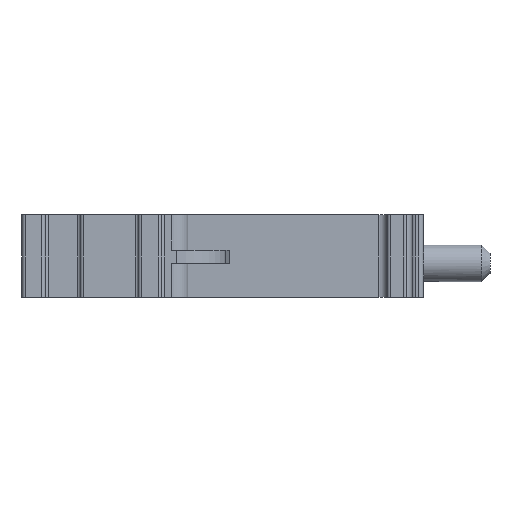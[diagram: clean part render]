
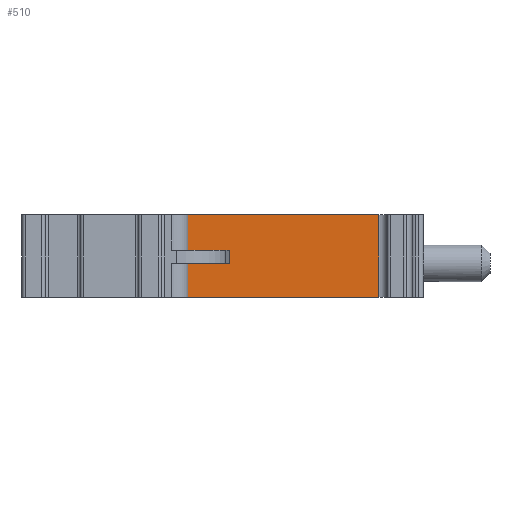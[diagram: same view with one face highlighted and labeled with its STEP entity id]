
A CAD part, left-side view. The second image highlights one B-rep face of the part: STEP entity #510.
In plain terms, the highlighted planar face has unit normal (-1, 0, 0).
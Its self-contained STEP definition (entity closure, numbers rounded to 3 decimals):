
#510=ADVANCED_FACE('',(#915),#701,.T.);
#701=PLANE('',#5188);
#915=FACE_OUTER_BOUND('',#1151,.T.);
#1151=EDGE_LOOP('',(#2019,#2020,#2021,#2022,#2023,#2024,#2025,#2026));
#2019=ORIENTED_EDGE('',*,*,#3662,.T.);
#2020=ORIENTED_EDGE('',*,*,#3661,.T.);
#2021=ORIENTED_EDGE('',*,*,#3658,.T.);
#2022=ORIENTED_EDGE('',*,*,#3657,.T.);
#2023=ORIENTED_EDGE('',*,*,#3654,.F.);
#2024=ORIENTED_EDGE('',*,*,#3653,.T.);
#2025=ORIENTED_EDGE('',*,*,#3663,.T.);
#2026=ORIENTED_EDGE('',*,*,#3664,.T.);
#2997=VERTEX_POINT('',#7761);
#2998=VERTEX_POINT('',#7763);
#2999=VERTEX_POINT('',#7767);
#3000=VERTEX_POINT('',#7771);
#3001=VERTEX_POINT('',#7775);
#3002=VERTEX_POINT('',#7779);
#3003=VERTEX_POINT('',#7783);
#3004=VERTEX_POINT('',#7785);
#3653=EDGE_CURVE('',#2997,#2998,#4267,.T.);
#3654=EDGE_CURVE('',#2997,#2999,#4268,.T.);
#3657=EDGE_CURVE('',#3000,#2999,#4269,.T.);
#3658=EDGE_CURVE('',#3001,#3000,#4270,.T.);
#3661=EDGE_CURVE('',#3002,#3001,#4271,.T.);
#3662=EDGE_CURVE('',#3003,#3002,#4272,.T.);
#3663=EDGE_CURVE('',#2998,#3004,#4273,.T.);
#3664=EDGE_CURVE('',#3004,#3003,#4274,.T.);
#4267=LINE('',#7764,#4827);
#4268=LINE('',#7766,#4828);
#4269=LINE('',#7772,#4829);
#4270=LINE('',#7774,#4830);
#4271=LINE('',#7780,#4831);
#4272=LINE('',#7782,#4832);
#4273=LINE('',#7784,#4833);
#4274=LINE('',#7786,#4834);
#4827=VECTOR('',#6328,1.);
#4828=VECTOR('',#6331,1.);
#4829=VECTOR('',#6338,1.);
#4830=VECTOR('',#6341,1.);
#4831=VECTOR('',#6348,1.);
#4832=VECTOR('',#6351,1.);
#4833=VECTOR('',#6352,1.);
#4834=VECTOR('',#6353,1.);
#5188=AXIS2_PLACEMENT_3D('',#7787,#6354,#6355);
#6328=DIRECTION('',(0.,0.,-1.));
#6331=DIRECTION('',(0.,-1.,0.));
#6338=DIRECTION('',(0.,0.,-1.));
#6341=DIRECTION('',(0.,-1.,0.));
#6348=DIRECTION('',(0.,0.,-1.));
#6351=DIRECTION('',(0.,1.,0.));
#6352=DIRECTION('',(0.,-1.,0.));
#6353=DIRECTION('',(0.,0.,1.));
#6354=DIRECTION('',(-1.,0.,0.));
#6355=DIRECTION('',(0.,0.,1.));
#7761=CARTESIAN_POINT('',(-0.4,-3.2,-2.95));
#7763=CARTESIAN_POINT('',(-0.4,-3.2,-5.));
#7764=CARTESIAN_POINT('',(-0.4,-3.2,-5.));
#7766=CARTESIAN_POINT('',(-0.4,-8.,-2.95));
#7767=CARTESIAN_POINT('',(-0.4,-5.931,-2.95));
#7771=CARTESIAN_POINT('',(-0.4,-5.931,-2.15));
#7772=CARTESIAN_POINT('',(-0.4,-5.931,-5.));
#7774=CARTESIAN_POINT('',(-0.4,-8.,-2.15));
#7775=CARTESIAN_POINT('',(-0.4,-3.2,-2.15));
#7779=CARTESIAN_POINT('',(-0.4,-3.2,0.));
#7780=CARTESIAN_POINT('',(-0.4,-3.2,-2.1));
#7782=CARTESIAN_POINT('',(-0.4,-10.3,0.));
#7783=CARTESIAN_POINT('',(-0.4,-18.,0.));
#7784=CARTESIAN_POINT('',(-0.4,-10.3,-5.));
#7785=CARTESIAN_POINT('',(-0.4,-18.,-5.));
#7786=CARTESIAN_POINT('',(-0.4,-18.,0.));
#7787=CARTESIAN_POINT('',(-0.4,-10.3,-5.));
